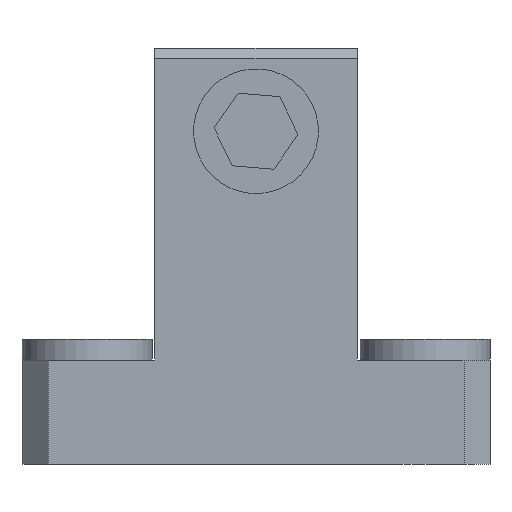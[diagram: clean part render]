
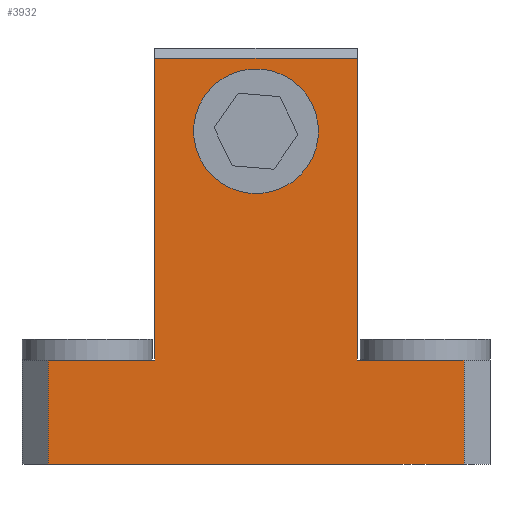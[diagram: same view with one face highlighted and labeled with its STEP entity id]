
A CAD part, left-side view. The second image highlights one B-rep face of the part: STEP entity #3932.
In plain terms, the highlighted planar face has unit normal (-1, 0, 0).
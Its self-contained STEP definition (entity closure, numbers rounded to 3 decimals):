
#17 = FACE_BOUND ( 'NONE', #3763, .T. ) ;
#90 = LINE ( 'NONE', #2615, #665 ) ;
#107 = EDGE_CURVE ( 'NONE', #4554, #117, #739, .T. ) ;
#117 = VERTEX_POINT ( 'NONE', #1759 ) ;
#169 = VERTEX_POINT ( 'NONE', #1145 ) ;
#323 = VERTEX_POINT ( 'NONE', #3702 ) ;
#434 = CARTESIAN_POINT ( 'NONE',  ( -51.5, 52., 20. ) ) ;
#524 = ORIENTED_EDGE ( 'NONE', *, *, #1144, .F. ) ;
#665 = VECTOR ( 'NONE', #3708, 1000. ) ;
#682 = CARTESIAN_POINT ( 'NONE',  ( -51.5, 52., 80. ) ) ;
#739 = LINE ( 'NONE', #2495, #1244 ) ;
#772 = DIRECTION ( 'NONE',  ( 0., 0., 1. ) ) ;
#835 = LINE ( 'NONE', #3378, #3983 ) ;
#980 = EDGE_CURVE ( 'NONE', #4666, #2532, #2385, .T. ) ;
#1112 = EDGE_LOOP ( 'NONE', ( #2751, #4669, #2384, #4020, #3162, #524, #2886, #3799 ) ) ;
#1144 = EDGE_CURVE ( 'NONE', #4332, #3385, #3519, .T. ) ;
#1145 = CARTESIAN_POINT ( 'NONE',  ( -51.5, -7.5, 0. ) ) ;
#1148 = DIRECTION ( 'NONE',  ( -1., 0., 0. ) ) ;
#1244 = VECTOR ( 'NONE', #1830, 1000. ) ;
#1428 = CARTESIAN_POINT ( 'NONE',  ( -51.5, 52., 0. ) ) ;
#1449 = DIRECTION ( 'NONE',  ( 0., -1., 0. ) ) ;
#1493 = VECTOR ( 'NONE', #3814, 1000. ) ;
#1515 = CARTESIAN_POINT ( 'NONE',  ( -51.5, 25.919, 59.452 ) ) ;
#1600 = DIRECTION ( 'NONE',  ( 0., -1., 0. ) ) ;
#1622 = CARTESIAN_POINT ( 'NONE',  ( -51.5, 52., 20. ) ) ;
#1701 = CARTESIAN_POINT ( 'NONE',  ( -51.5, 13., 80. ) ) ;
#1759 = CARTESIAN_POINT ( 'NONE',  ( -51.5, 72.5, 0. ) ) ;
#1793 = DIRECTION ( 'NONE',  ( 0., 0., 1. ) ) ;
#1796 = ORIENTED_EDGE ( 'NONE', *, *, #2623, .T. ) ;
#1829 = CARTESIAN_POINT ( 'NONE',  ( -51.5, 39.081, 68.548 ) ) ;
#1830 = DIRECTION ( 'NONE',  ( 0., 0., -1. ) ) ;
#1833 = PLANE ( 'NONE',  #3449 ) ;
#1917 = DIRECTION ( 'NONE',  ( 1., 0., 0. ) ) ;
#1945 = CARTESIAN_POINT ( 'NONE',  ( -51.5, 72.5, 20. ) ) ;
#2045 = CARTESIAN_POINT ( 'NONE',  ( -51.5, 13., 20. ) ) ;
#2080 = ORIENTED_EDGE ( 'NONE', *, *, #3037, .T. ) ;
#2100 = CIRCLE ( 'NONE', #2707, 8. ) ;
#2117 = EDGE_CURVE ( 'NONE', #323, #3385, #835, .T. ) ;
#2203 = VERTEX_POINT ( 'NONE', #1515 ) ;
#2274 = EDGE_CURVE ( 'NONE', #323, #4666, #4524, .T. ) ;
#2281 = CARTESIAN_POINT ( 'NONE',  ( -51.5, 77.5, 0. ) ) ;
#2384 = ORIENTED_EDGE ( 'NONE', *, *, #980, .F. ) ;
#2385 = LINE ( 'NONE', #4522, #3903 ) ;
#2495 = CARTESIAN_POINT ( 'NONE',  ( -51.5, 72.5, 0. ) ) ;
#2532 = VERTEX_POINT ( 'NONE', #3638 ) ;
#2591 = DIRECTION ( 'NONE',  ( 0., 0., 1. ) ) ;
#2615 = CARTESIAN_POINT ( 'NONE',  ( -51.5, -7.5, 0. ) ) ;
#2622 = CARTESIAN_POINT ( 'NONE',  ( -51.5, 32.5, 64. ) ) ;
#2623 = EDGE_CURVE ( 'NONE', #2203, #4372, #2100, .T. ) ;
#2655 = EDGE_CURVE ( 'NONE', #169, #117, #4377, .T. ) ;
#2699 = DIRECTION ( 'NONE',  ( 0., 1., 0. ) ) ;
#2707 = AXIS2_PLACEMENT_3D ( 'NONE', #2622, #1917, #772 ) ;
#2751 = ORIENTED_EDGE ( 'NONE', *, *, #2655, .F. ) ;
#2886 = ORIENTED_EDGE ( 'NONE', *, *, #3899, .F. ) ;
#2916 = CARTESIAN_POINT ( 'NONE',  ( -51.5, 32.5, 64. ) ) ;
#2995 = VECTOR ( 'NONE', #1600, 1000. ) ;
#3037 = EDGE_CURVE ( 'NONE', #4372, #2203, #3456, .T. ) ;
#3138 = EDGE_CURVE ( 'NONE', #169, #2532, #90, .T. ) ;
#3162 = ORIENTED_EDGE ( 'NONE', *, *, #2117, .T. ) ;
#3220 = FACE_OUTER_BOUND ( 'NONE', #1112, .T. ) ;
#3378 = CARTESIAN_POINT ( 'NONE',  ( -51.5, 52., 78. ) ) ;
#3385 = VERTEX_POINT ( 'NONE', #4248 ) ;
#3449 = AXIS2_PLACEMENT_3D ( 'NONE', #1428, #1148, #1449 ) ;
#3456 = CIRCLE ( 'NONE', #3461, 8. ) ;
#3461 = AXIS2_PLACEMENT_3D ( 'NONE', #2916, #3651, #2591 ) ;
#3519 = LINE ( 'NONE', #682, #4587 ) ;
#3638 = CARTESIAN_POINT ( 'NONE',  ( -51.5, -7.5, 20. ) ) ;
#3651 = DIRECTION ( 'NONE',  ( 1., 0., 0. ) ) ;
#3702 = CARTESIAN_POINT ( 'NONE',  ( -51.5, 13., 78. ) ) ;
#3708 = DIRECTION ( 'NONE',  ( 0., 0., 1. ) ) ;
#3731 = DIRECTION ( 'NONE',  ( 0., 1., 0. ) ) ;
#3763 = EDGE_LOOP ( 'NONE', ( #1796, #2080 ) ) ;
#3799 = ORIENTED_EDGE ( 'NONE', *, *, #107, .T. ) ;
#3814 = DIRECTION ( 'NONE',  ( 0., 0., -1. ) ) ;
#3859 = LINE ( 'NONE', #1622, #2995 ) ;
#3899 = EDGE_CURVE ( 'NONE', #4554, #4332, #3859, .T. ) ;
#3903 = VECTOR ( 'NONE', #4163, 1000. ) ;
#3915 = VECTOR ( 'NONE', #3731, 1000. ) ;
#3932 = ADVANCED_FACE ( 'NONE', ( #17, #3220 ), #1833, .T. ) ;
#3983 = VECTOR ( 'NONE', #2699, 1000. ) ;
#4020 = ORIENTED_EDGE ( 'NONE', *, *, #2274, .F. ) ;
#4163 = DIRECTION ( 'NONE',  ( 0., -1., 0. ) ) ;
#4248 = CARTESIAN_POINT ( 'NONE',  ( -51.5, 52., 78. ) ) ;
#4332 = VERTEX_POINT ( 'NONE', #434 ) ;
#4372 = VERTEX_POINT ( 'NONE', #1829 ) ;
#4377 = LINE ( 'NONE', #2281, #3915 ) ;
#4522 = CARTESIAN_POINT ( 'NONE',  ( -51.5, 13., 20. ) ) ;
#4524 = LINE ( 'NONE', #1701, #1493 ) ;
#4554 = VERTEX_POINT ( 'NONE', #1945 ) ;
#4587 = VECTOR ( 'NONE', #1793, 1000. ) ;
#4666 = VERTEX_POINT ( 'NONE', #2045 ) ;
#4669 = ORIENTED_EDGE ( 'NONE', *, *, #3138, .T. ) ;
